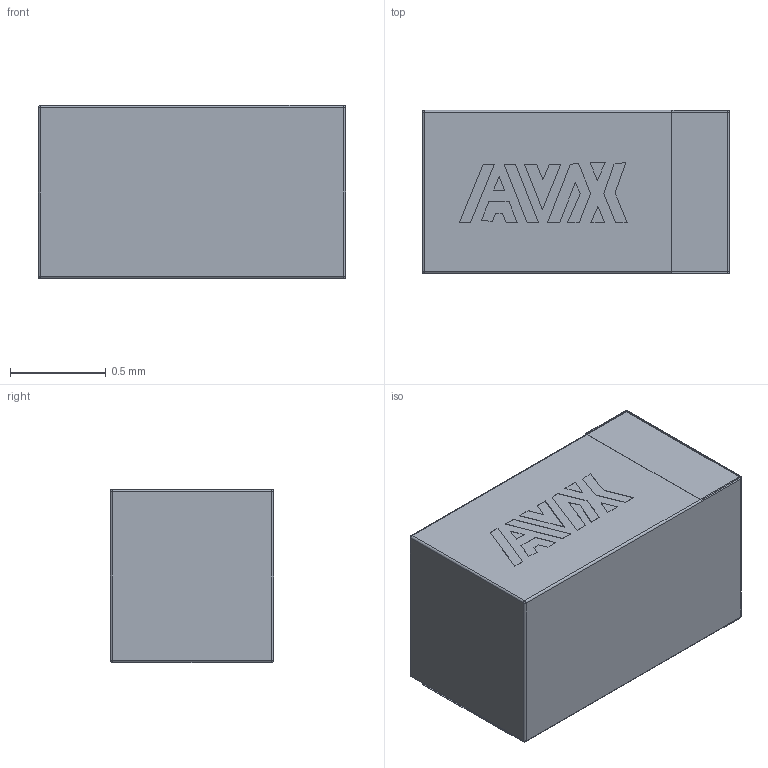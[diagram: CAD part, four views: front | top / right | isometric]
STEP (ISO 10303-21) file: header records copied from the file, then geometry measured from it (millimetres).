
FILE_DESCRIPTION(/* description */ (''),/* implementation_level */ '2;1');
FILE_NAME(/* name */ 'AVX F380J106MMA_gold_leads.stp',/* time_stamp */ '2019-07-05T06:26:49+02:00',/* author */ ('khaled'),/* organization */ (''),/* preprocessor_version */ 'ST-DEVELOPER v17.2',/* originating_system */ 'Autodesk Inventor 2019',/* authorisation */ '');
FILE_SCHEMA (('AUTOMOTIVE_DESIGN { 1 0 10303 214 3 1 1 }'));
Length unit declared in the file: millimetre
Products named in the file (5): AVX F380J106MMA; body; lead; AVX_Logo; mark+
Assembly tree (5 placements, depth 2):
  AVX F380J106MMA
    body
    lead  x2
    AVX_Logo
    mark+
Bounding box: 1.6 x 0.85 x 0.9 mm (x, y, z)
Volume: 1.2 mm3; surface area: 9.2 mm2
Topology: 13 solids, 13 shells, 108 faces, 222 edges, 140 vertices
Faces by surface type: plane 88, cylinder 12, sphere 8
Entity records: 2825 total; most frequent: DIRECTION 458, CARTESIAN_POINT 454, ORIENTED_EDGE 420, EDGE_CURVE 210, LINE 186, VECTOR 186, AXIS2_PLACEMENT_3D 136, VERTEX_POINT 132
